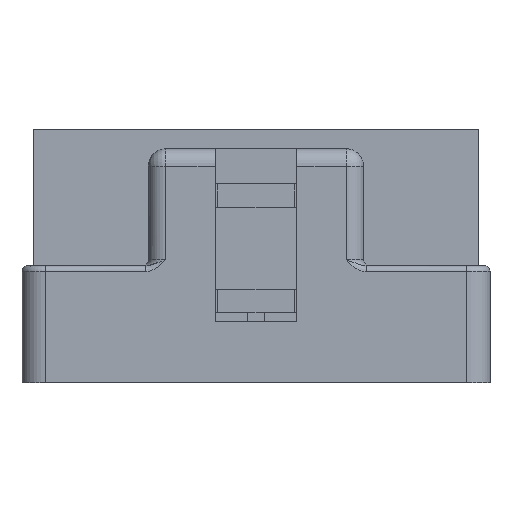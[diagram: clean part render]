
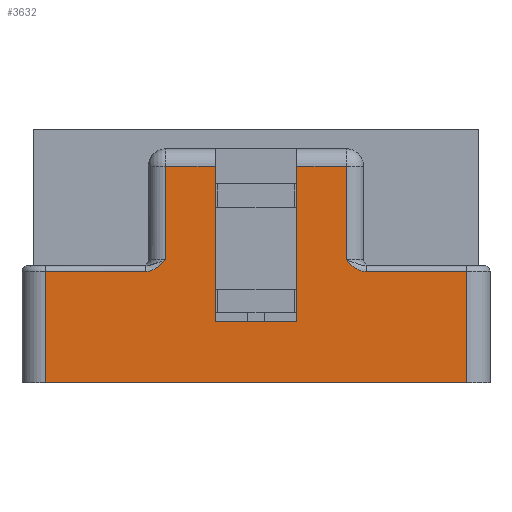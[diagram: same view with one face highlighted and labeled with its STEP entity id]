
A CAD part, front view. The second image highlights one B-rep face of the part: STEP entity #3632.
In plain terms, the highlighted planar face has unit normal (0, -1, 0).
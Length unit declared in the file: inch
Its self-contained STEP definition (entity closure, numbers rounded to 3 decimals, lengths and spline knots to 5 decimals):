
#2609=CARTESIAN_POINT('',(-0.70866,0.,0.0));
#2610=VERTEX_POINT('',#2609);
#2611=CARTESIAN_POINT('',(0.70866,0.,0.0));
#2612=VERTEX_POINT('',#2611);
#2613=CARTESIAN_POINT('',(-0.70866,0.,0.));
#2614=DIRECTION('',(1.0,0.0,0.0));
#2615=VECTOR('',#2614,1.41732);
#2616=LINE('',#2613,#2615);
#2617=EDGE_CURVE('',#2610,#2612,#2616,.T.);
#2826=CARTESIAN_POINT('',(0.30315,0.,0.41338));
#2827=VERTEX_POINT('',#2826);
#3006=CARTESIAN_POINT('',(0.70866,0.,0.37402));
#3007=VERTEX_POINT('',#3006);
#3075=CARTESIAN_POINT('',(0.37134,0.,0.37402));
#3076=VERTEX_POINT('',#3075);
#3093=CARTESIAN_POINT('',(0.70866,0.,0.37402));
#3094=DIRECTION('',(-1.0,0.0,0.0));
#3095=VECTOR('',#3094,0.33732);
#3096=LINE('',#3093,#3095);
#3097=EDGE_CURVE('',#3007,#3076,#3096,.T.);
#3242=CARTESIAN_POINT('',(0.70866,0.,0.37402));
#3243=DIRECTION('',(0.0,0.0,-1.0));
#3244=VECTOR('',#3243,0.37402);
#3245=LINE('',#3242,#3244);
#3246=EDGE_CURVE('',#3007,#2612,#3245,.T.);
#3501=CARTESIAN_POINT('',(-0.7874,0.,0.7874));
#3502=DIRECTION('',(0.0,-1.0,0.0));
#3503=DIRECTION('',(0.0,0.0,1.0));
#3504=AXIS2_PLACEMENT_3D('',#3501,#3502,#3503);
#3505=PLANE('',#3504);
#3506=CARTESIAN_POINT('',(0.30315,0.,0.72835));
#3507=VERTEX_POINT('',#3506);
#3508=CARTESIAN_POINT('',(0.30315,0.,0.41338));
#3509=DIRECTION('',(0.0,0.0,1.0));
#3510=VECTOR('',#3509,0.31496);
#3511=LINE('',#3508,#3510);
#3512=EDGE_CURVE('',#2827,#3507,#3511,.T.);
#3513=ORIENTED_EDGE('',*,*,#3512,.T.);
#3514=CARTESIAN_POINT('',(0.1378,0.,0.72835));
#3515=VERTEX_POINT('',#3514);
#3516=CARTESIAN_POINT('',(0.30315,0.,0.72835));
#3517=DIRECTION('',(-1.0,0.0,0.0));
#3518=VECTOR('',#3517,0.16535);
#3519=LINE('',#3516,#3518);
#3520=EDGE_CURVE('',#3507,#3515,#3519,.T.);
#3521=ORIENTED_EDGE('',*,*,#3520,.T.);
#3522=CARTESIAN_POINT('',(0.1378,0.,0.20472));
#3523=VERTEX_POINT('',#3522);
#3524=CARTESIAN_POINT('',(0.1378,0.,0.72835));
#3525=DIRECTION('',(0.0,0.0,-1.0));
#3526=VECTOR('',#3525,0.52362);
#3527=LINE('',#3524,#3526);
#3528=EDGE_CURVE('',#3515,#3523,#3527,.T.);
#3529=ORIENTED_EDGE('',*,*,#3528,.T.);
#3530=CARTESIAN_POINT('',(-0.13779,0.,0.20472));
#3531=VERTEX_POINT('',#3530);
#3532=CARTESIAN_POINT('',(0.1378,0.,0.20472));
#3533=DIRECTION('',(-1.0,0.0,0.0));
#3534=VECTOR('',#3533,0.27559);
#3535=LINE('',#3532,#3534);
#3536=EDGE_CURVE('',#3523,#3531,#3535,.T.);
#3537=ORIENTED_EDGE('',*,*,#3536,.T.);
#3538=CARTESIAN_POINT('',(-0.13779,0.,0.72835));
#3539=VERTEX_POINT('',#3538);
#3540=CARTESIAN_POINT('',(-0.13779,0.,0.20472));
#3541=DIRECTION('',(0.0,0.0,1.0));
#3542=VECTOR('',#3541,0.52362);
#3543=LINE('',#3540,#3542);
#3544=EDGE_CURVE('',#3531,#3539,#3543,.T.);
#3545=ORIENTED_EDGE('',*,*,#3544,.T.);
#3546=CARTESIAN_POINT('',(-0.30315,0.,0.72835));
#3547=VERTEX_POINT('',#3546);
#3548=CARTESIAN_POINT('',(-0.13779,0.,0.72835));
#3549=DIRECTION('',(-1.0,0.0,0.0));
#3550=VECTOR('',#3549,0.16535);
#3551=LINE('',#3548,#3550);
#3552=EDGE_CURVE('',#3539,#3547,#3551,.T.);
#3553=ORIENTED_EDGE('',*,*,#3552,.T.);
#3554=CARTESIAN_POINT('',(-0.30315,0.,0.41338));
#3555=VERTEX_POINT('',#3554);
#3556=CARTESIAN_POINT('',(-0.30315,0.,0.72835));
#3557=DIRECTION('',(0.0,0.0,-1.0));
#3558=VECTOR('',#3557,0.31496);
#3559=LINE('',#3556,#3558);
#3560=EDGE_CURVE('',#3547,#3555,#3559,.T.);
#3561=ORIENTED_EDGE('',*,*,#3560,.T.);
#3562=CARTESIAN_POINT('',(-0.37134,0.,0.37402));
#3563=VERTEX_POINT('',#3562);
#3564=CARTESIAN_POINT('',(-0.30315,0.,0.41338));
#3565=CARTESIAN_POINT('',(-0.30633,0.,0.41021));
#3566=CARTESIAN_POINT('',(-0.31053,0.,0.40606));
#3567=CARTESIAN_POINT('',(-0.31445,0.,0.40232));
#3568=CARTESIAN_POINT('',(-0.31616,0.,0.40072));
#3569=CARTESIAN_POINT('',(-0.31695,0.,0.39999));
#3570=CARTESIAN_POINT('',(-0.31733,0.,0.39964));
#3571=CARTESIAN_POINT('',(-0.31749,0.,0.3995));
#3572=CARTESIAN_POINT('',(-0.3176,0.,0.3994));
#3573=CARTESIAN_POINT('',(-0.31762,0.,0.39938));
#3574=CARTESIAN_POINT('',(-0.32048,0.,0.39679));
#3575=CARTESIAN_POINT('',(-0.32455,0.,0.39333));
#3576=CARTESIAN_POINT('',(-0.32912,0.,0.38985));
#3577=CARTESIAN_POINT('',(-0.33136,0.,0.38825));
#3578=CARTESIAN_POINT('',(-0.33247,0.,0.38748));
#3579=CARTESIAN_POINT('',(-0.33294,0.,0.38716));
#3580=CARTESIAN_POINT('',(-0.33326,0.,0.38695));
#3581=CARTESIAN_POINT('',(-0.33337,0.,0.38687));
#3582=CARTESIAN_POINT('',(-0.3463,0.,0.37827));
#3583=CARTESIAN_POINT('',(-0.35889,0.,0.37402));
#3584=CARTESIAN_POINT('',(-0.37134,0.,0.37402));
#3585=B_SPLINE_CURVE_WITH_KNOTS('',3,(#3564,#3565,#3566,#3567,#3568,#3569,#3570,#3571,#3572,#3573,#3574,#3575,#3576,#3577,#3578,#3579,#3580,#3581,#3582,#3583,#3584),.UNSPECIFIED.,.F.,.U.,(4,1,1,1,1,1,2,2,1,1,1,1,2,2,4),(0.0,0.125,0.1875,0.21875,0.23437,0.24219,0.24609,0.25,0.375,0.4375,0.46875,0.48438,0.49219,0.5,1.0),.UNSPECIFIED.);
#3586=EDGE_CURVE('',#3555,#3563,#3585,.T.);
#3587=ORIENTED_EDGE('',*,*,#3586,.T.);
#3588=CARTESIAN_POINT('',(-0.70866,0.,0.37402));
#3589=VERTEX_POINT('',#3588);
#3590=CARTESIAN_POINT('',(-0.37134,0.,0.37402));
#3591=DIRECTION('',(-1.0,0.0,0.0));
#3592=VECTOR('',#3591,0.33732);
#3593=LINE('',#3590,#3592);
#3594=EDGE_CURVE('',#3563,#3589,#3593,.T.);
#3595=ORIENTED_EDGE('',*,*,#3594,.T.);
#3596=CARTESIAN_POINT('',(-0.70866,0.,0.37402));
#3597=DIRECTION('',(0.0,0.0,-1.0));
#3598=VECTOR('',#3597,0.37402);
#3599=LINE('',#3596,#3598);
#3600=EDGE_CURVE('',#3589,#2610,#3599,.T.);
#3601=ORIENTED_EDGE('',*,*,#3600,.T.);
#3602=ORIENTED_EDGE('',*,*,#2617,.T.);
#3603=ORIENTED_EDGE('',*,*,#3246,.F.);
#3604=ORIENTED_EDGE('',*,*,#3097,.T.);
#3605=CARTESIAN_POINT('',(0.37134,0.,0.37402));
#3606=CARTESIAN_POINT('',(0.36513,0.,0.37402));
#3607=CARTESIAN_POINT('',(0.35575,0.,0.37561));
#3608=CARTESIAN_POINT('',(0.3447,0.,0.38025));
#3609=CARTESIAN_POINT('',(0.33914,0.,0.38327));
#3610=CARTESIAN_POINT('',(0.33636,0.,0.38495));
#3611=CARTESIAN_POINT('',(0.33497,0.,0.38583));
#3612=CARTESIAN_POINT('',(0.33437,0.,0.38622));
#3613=CARTESIAN_POINT('',(0.33397,0.,0.38648));
#3614=CARTESIAN_POINT('',(0.33373,0.,0.38664));
#3615=CARTESIAN_POINT('',(0.3311,0.,0.38839));
#3616=CARTESIAN_POINT('',(0.32726,0.,0.39119));
#3617=CARTESIAN_POINT('',(0.32256,0.,0.39505));
#3618=CARTESIAN_POINT('',(0.32016,0.,0.39712));
#3619=CARTESIAN_POINT('',(0.31895,0.,0.3982));
#3620=CARTESIAN_POINT('',(0.31834,0.,0.39874));
#3621=CARTESIAN_POINT('',(0.31807,0.,0.39898));
#3622=CARTESIAN_POINT('',(0.3179,0.,0.39914));
#3623=CARTESIAN_POINT('',(0.31777,0.,0.39925));
#3624=CARTESIAN_POINT('',(0.31435,0.,0.40235));
#3625=CARTESIAN_POINT('',(0.30949,0.,0.40704));
#3626=CARTESIAN_POINT('',(0.30315,0.,0.41338));
#3627=B_SPLINE_CURVE_WITH_KNOTS('',3,(#3605,#3606,#3607,#3608,#3609,#3610,#3611,#3612,#3613,#3614,#3615,#3616,#3617,#3618,#3619,#3620,#3621,#3622,#3623,#3624,#3625,#3626),.UNSPECIFIED.,.F.,.U.,(4,1,1,1,1,1,2,2,1,1,1,1,1,2,2,4),(0.0,0.25,0.375,0.4375,0.46875,0.48437,0.49219,0.5,0.625,0.6875,0.71875,0.73437,0.74219,0.74609,0.75,1.0),.UNSPECIFIED.);
#3628=EDGE_CURVE('',#3076,#2827,#3627,.T.);
#3629=ORIENTED_EDGE('',*,*,#3628,.T.);
#3630=EDGE_LOOP('',(#3513,#3521,#3529,#3537,#3545,#3553,#3561,#3587,#3595,#3601,#3602,#3603,#3604,#3629));
#3631=FACE_OUTER_BOUND('',#3630,.T.);
#3632=ADVANCED_FACE('',(#3631),#3505,.T.);
